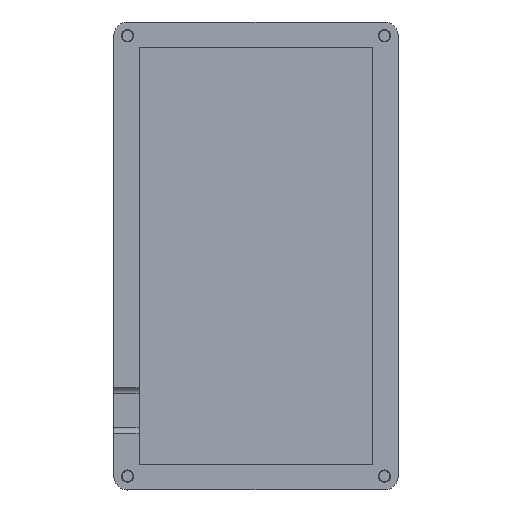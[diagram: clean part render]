
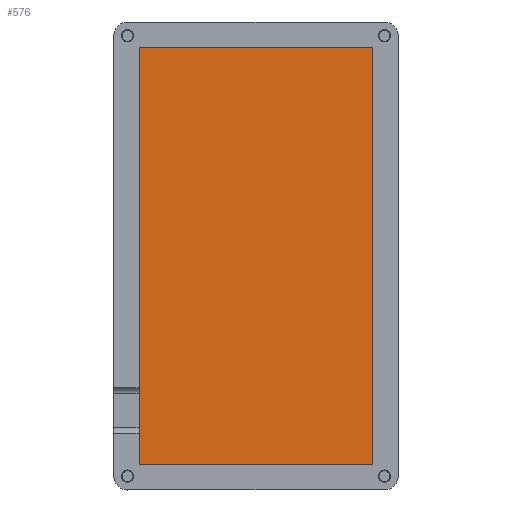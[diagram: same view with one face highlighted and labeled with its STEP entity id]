
A CAD part, top view. The second image highlights one B-rep face of the part: STEP entity #576.
In plain terms, the highlighted planar face has unit normal (0, 0, 1).
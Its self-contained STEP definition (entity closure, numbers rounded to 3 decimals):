
#40=PLANE('',#638);
#68=FACE_OUTER_BOUND('',#112,.T.);
#112=EDGE_LOOP('',(#499,#500,#501,#502));
#156=LINE('',#925,#206);
#163=LINE('',#946,#213);
#165=LINE('',#950,#215);
#166=LINE('',#952,#216);
#206=VECTOR('',#742,10.);
#213=VECTOR('',#761,10.);
#215=VECTOR('',#765,10.);
#216=VECTOR('',#768,10.);
#282=VERTEX_POINT('',#922);
#283=VERTEX_POINT('',#924);
#291=VERTEX_POINT('',#944);
#292=VERTEX_POINT('',#948);
#348=EDGE_CURVE('',#282,#283,#156,.T.);
#359=EDGE_CURVE('',#291,#282,#163,.T.);
#361=EDGE_CURVE('',#292,#291,#165,.T.);
#362=EDGE_CURVE('',#283,#292,#166,.T.);
#499=ORIENTED_EDGE('',*,*,#348,.F.);
#500=ORIENTED_EDGE('',*,*,#359,.F.);
#501=ORIENTED_EDGE('',*,*,#361,.F.);
#502=ORIENTED_EDGE('',*,*,#362,.F.);
#576=ADVANCED_FACE('',(#68),#40,.T.);
#638=AXIS2_PLACEMENT_3D('',#973,#793,#794);
#742=DIRECTION('',(0.,1.,0.));
#761=DIRECTION('',(-1.,0.,0.));
#765=DIRECTION('',(0.,-1.,0.));
#768=DIRECTION('',(1.,0.,0.));
#793=DIRECTION('center_axis',(0.,0.,1.));
#794=DIRECTION('ref_axis',(1.,0.,0.));
#922=CARTESIAN_POINT('',(5.5,5.5,3.));
#924=CARTESIAN_POINT('',(5.5,96.5,3.));
#925=CARTESIAN_POINT('',(5.5,28.25,3.));
#944=CARTESIAN_POINT('',(56.5,5.5,3.));
#946=CARTESIAN_POINT('',(43.75,5.5,3.));
#948=CARTESIAN_POINT('',(56.5,96.5,3.));
#950=CARTESIAN_POINT('',(56.5,73.75,3.));
#952=CARTESIAN_POINT('',(18.25,96.5,3.));
#973=CARTESIAN_POINT('Origin',(31.,51.,3.));
